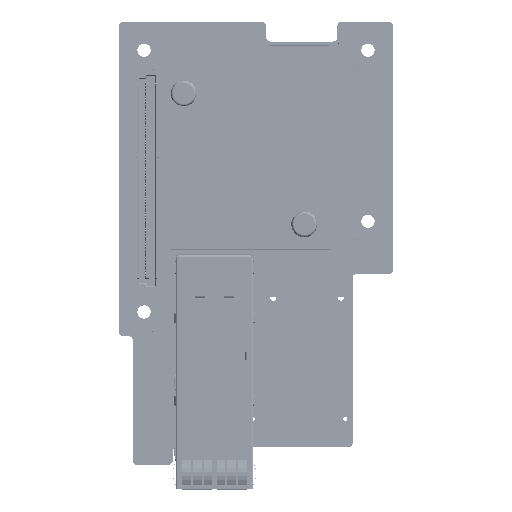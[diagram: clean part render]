
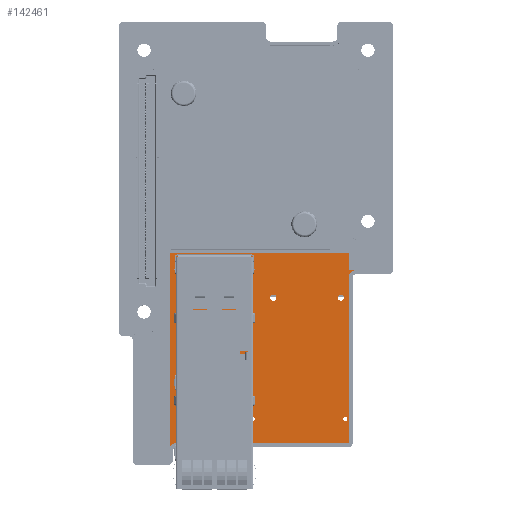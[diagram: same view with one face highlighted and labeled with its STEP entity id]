
A CAD part, top view. The second image highlights one B-rep face of the part: STEP entity #142461.
In plain terms, the highlighted planar face has unit normal (0, 0, 1).
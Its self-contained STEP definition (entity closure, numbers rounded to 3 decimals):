
#10769=FACE_BOUND('',#27645,.T.);
#10770=FACE_BOUND('',#27646,.T.);
#10771=FACE_BOUND('',#27647,.T.);
#10772=FACE_BOUND('',#27648,.T.);
#10773=FACE_BOUND('',#27649,.T.);
#10774=FACE_BOUND('',#27650,.T.);
#14256=CIRCLE('',#151767,2.);
#14257=CIRCLE('',#151768,2.);
#14258=CIRCLE('',#151769,0.78);
#14259=CIRCLE('',#151770,0.78);
#14260=CIRCLE('',#151771,0.53);
#14261=CIRCLE('',#151772,0.53);
#14262=CIRCLE('',#151773,0.78);
#14263=CIRCLE('',#151774,0.78);
#19837=FACE_OUTER_BOUND('',#27644,.T.);
#27644=EDGE_LOOP('',(#120797,#120798,#120799,#120800,#120801,#120802,#120803,
#120804,#120805));
#27645=EDGE_LOOP('',(#120806));
#27646=EDGE_LOOP('',(#120807));
#27647=EDGE_LOOP('',(#120808));
#27648=EDGE_LOOP('',(#120809));
#27649=EDGE_LOOP('',(#120810));
#27650=EDGE_LOOP('',(#120811));
#34479=LINE('',#229325,#51457);
#34480=LINE('',#229327,#51458);
#34481=LINE('',#229329,#51459);
#34482=LINE('',#229331,#51460);
#34483=LINE('',#229333,#51461);
#34484=LINE('',#229337,#51462);
#34485=LINE('',#229339,#51463);
#51457=VECTOR('',#172146,2.);
#51458=VECTOR('',#172147,4.15);
#51459=VECTOR('',#172148,4.7);
#51460=VECTOR('',#172149,39.7);
#51461=VECTOR('',#172150,48.278);
#51462=VECTOR('',#172153,42.6);
#51463=VECTOR('',#172154,41.);
#69980=VERTEX_POINT('',#229323);
#69981=VERTEX_POINT('',#229324);
#69982=VERTEX_POINT('',#229326);
#69983=VERTEX_POINT('',#229328);
#69984=VERTEX_POINT('',#229330);
#69985=VERTEX_POINT('',#229332);
#69986=VERTEX_POINT('',#229334);
#69987=VERTEX_POINT('',#229336);
#69988=VERTEX_POINT('',#229338);
#69989=VERTEX_POINT('',#229341);
#69990=VERTEX_POINT('',#229343);
#69991=VERTEX_POINT('',#229345);
#69992=VERTEX_POINT('',#229347);
#69993=VERTEX_POINT('',#229349);
#69994=VERTEX_POINT('',#229351);
#91151=EDGE_CURVE('',#69980,#69981,#34479,.T.);
#91152=EDGE_CURVE('',#69981,#69982,#34480,.T.);
#91153=EDGE_CURVE('',#69982,#69983,#34481,.T.);
#91154=EDGE_CURVE('',#69983,#69984,#34482,.T.);
#91155=EDGE_CURVE('',#69984,#69985,#34483,.T.);
#91156=EDGE_CURVE('',#69985,#69986,#14256,.T.);
#91157=EDGE_CURVE('',#69986,#69987,#34484,.T.);
#91158=EDGE_CURVE('',#69987,#69988,#34485,.T.);
#91159=EDGE_CURVE('',#69988,#69980,#14257,.T.);
#91160=EDGE_CURVE('',#69989,#69989,#14258,.T.);
#91161=EDGE_CURVE('',#69990,#69990,#14259,.T.);
#91162=EDGE_CURVE('',#69991,#69991,#14260,.T.);
#91163=EDGE_CURVE('',#69992,#69992,#14261,.T.);
#91164=EDGE_CURVE('',#69993,#69993,#14262,.T.);
#91165=EDGE_CURVE('',#69994,#69994,#14263,.T.);
#120797=ORIENTED_EDGE('',*,*,#91151,.T.);
#120798=ORIENTED_EDGE('',*,*,#91152,.T.);
#120799=ORIENTED_EDGE('',*,*,#91153,.T.);
#120800=ORIENTED_EDGE('',*,*,#91154,.T.);
#120801=ORIENTED_EDGE('',*,*,#91155,.T.);
#120802=ORIENTED_EDGE('',*,*,#91156,.T.);
#120803=ORIENTED_EDGE('',*,*,#91157,.T.);
#120804=ORIENTED_EDGE('',*,*,#91158,.T.);
#120805=ORIENTED_EDGE('',*,*,#91159,.T.);
#120806=ORIENTED_EDGE('',*,*,#91160,.T.);
#120807=ORIENTED_EDGE('',*,*,#91161,.T.);
#120808=ORIENTED_EDGE('',*,*,#91162,.T.);
#120809=ORIENTED_EDGE('',*,*,#91163,.T.);
#120810=ORIENTED_EDGE('',*,*,#91164,.T.);
#120811=ORIENTED_EDGE('',*,*,#91165,.T.);
#136099=PLANE('',#151766);
#142461=ADVANCED_FACE('',(#19837,#10769,#10770,#10771,#10772,#10773,#10774),
#136099,.T.);
#151766=AXIS2_PLACEMENT_3D('',#229322,#172144,#172145);
#151767=AXIS2_PLACEMENT_3D('',#229335,#172151,#172152);
#151768=AXIS2_PLACEMENT_3D('',#229340,#172155,#172156);
#151769=AXIS2_PLACEMENT_3D('',#229342,#172157,#172158);
#151770=AXIS2_PLACEMENT_3D('',#229344,#172159,#172160);
#151771=AXIS2_PLACEMENT_3D('',#229346,#172161,#172162);
#151772=AXIS2_PLACEMENT_3D('',#229348,#172163,#172164);
#151773=AXIS2_PLACEMENT_3D('',#229350,#172165,#172166);
#151774=AXIS2_PLACEMENT_3D('',#229352,#172167,#172168);
#172144=DIRECTION('center_axis',(0.,0.,1.));
#172145=DIRECTION('ref_axis',(1.,0.,0.));
#172146=DIRECTION('',(-1.,0.,0.));
#172147=DIRECTION('',(0.,1.,0.));
#172148=DIRECTION('',(-1.,0.,0.));
#172149=DIRECTION('',(-1.,0.,0.));
#172150=DIRECTION('',(0.,-1.,0.));
#172151=DIRECTION('center_axis',(0.,0.,-1.));
#172152=DIRECTION('ref_axis',(0.,-1.,0.));
#172153=DIRECTION('',(1.,0.,0.));
#172154=DIRECTION('',(0.,1.,0.));
#172155=DIRECTION('center_axis',(0.,0.,-1.));
#172156=DIRECTION('ref_axis',(0.,-1.,0.));
#172157=DIRECTION('center_axis',(0.,0.,-1.));
#172158=DIRECTION('ref_axis',(-1.,0.,0.));
#172159=DIRECTION('center_axis',(0.,0.,-1.));
#172160=DIRECTION('ref_axis',(-1.,0.,0.));
#172161=DIRECTION('center_axis',(0.,0.,-1.));
#172162=DIRECTION('ref_axis',(-1.,0.,0.));
#172163=DIRECTION('center_axis',(0.,0.,-1.));
#172164=DIRECTION('ref_axis',(-1.,0.,0.));
#172165=DIRECTION('center_axis',(0.,0.,-1.));
#172166=DIRECTION('ref_axis',(-1.,0.,0.));
#172167=DIRECTION('center_axis',(0.,0.,-1.));
#172168=DIRECTION('ref_axis',(-1.,0.,0.));
#229322=CARTESIAN_POINT('Origin',(32.743,58.401,1.576));
#229323=CARTESIAN_POINT('',(59.,48.5,1.576));
#229324=CARTESIAN_POINT('',(57.,48.5,1.576));
#229325=CARTESIAN_POINT('',(44.871,48.5,1.576));
#229326=CARTESIAN_POINT('',(57.,52.65,1.576));
#229327=CARTESIAN_POINT('',(57.,55.525,1.576));
#229328=CARTESIAN_POINT('',(52.3,52.65,1.576));
#229329=CARTESIAN_POINT('',(42.521,52.65,1.576));
#229330=CARTESIAN_POINT('',(12.6,52.65,1.576));
#229331=CARTESIAN_POINT('',(22.671,52.65,1.576));
#229332=CARTESIAN_POINT('',(12.6,4.372,1.576));
#229333=CARTESIAN_POINT('',(12.6,31.386,1.576));
#229334=CARTESIAN_POINT('',(14.4,5.5,1.576));
#229335=CARTESIAN_POINT('Origin',(14.4,3.5,1.576));
#229336=CARTESIAN_POINT('',(57.,5.5,1.576));
#229337=CARTESIAN_POINT('',(14.4,5.5,1.576));
#229338=CARTESIAN_POINT('',(57.,46.5,1.576));
#229339=CARTESIAN_POINT('',(57.,5.5,1.576));
#229340=CARTESIAN_POINT('Origin',(59.,46.5,1.576));
#229341=CARTESIAN_POINT('',(55.88,41.6,1.576));
#229342=CARTESIAN_POINT('Origin',(55.1,41.6,1.576));
#229343=CARTESIAN_POINT('',(32.88,41.6,1.576));
#229344=CARTESIAN_POINT('Origin',(32.1,41.6,1.576));
#229345=CARTESIAN_POINT('',(33.73,11.5,1.576));
#229346=CARTESIAN_POINT('Origin',(33.2,11.5,1.576));
#229347=CARTESIAN_POINT('',(56.73,11.5,1.576));
#229348=CARTESIAN_POINT('Origin',(56.2,11.5,1.576));
#229349=CARTESIAN_POINT('',(16.08,41.6,1.576));
#229350=CARTESIAN_POINT('Origin',(15.3,41.6,1.576));
#229351=CARTESIAN_POINT('',(39.08,41.6,1.576));
#229352=CARTESIAN_POINT('Origin',(38.3,41.6,1.576));
